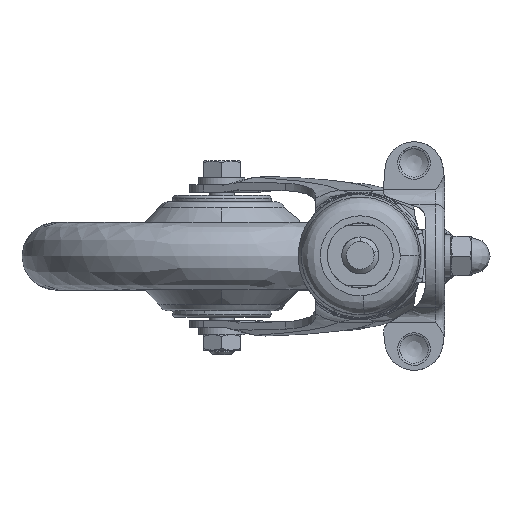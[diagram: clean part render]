
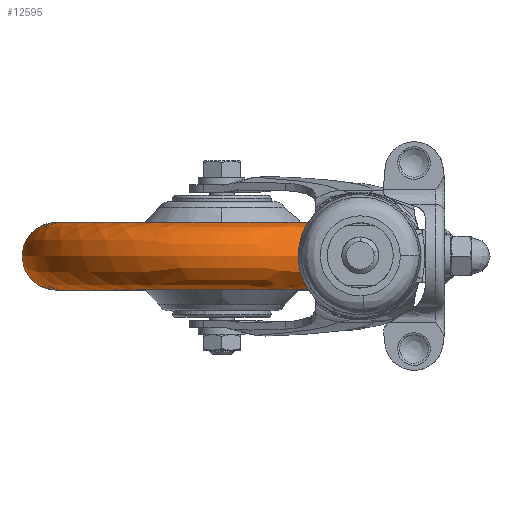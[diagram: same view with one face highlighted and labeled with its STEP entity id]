
A CAD part, top view. The second image highlights one B-rep face of the part: STEP entity #12595.
In plain terms, the highlighted free-form (B-spline) face has degree [2, 2] with [9, 5] control points.
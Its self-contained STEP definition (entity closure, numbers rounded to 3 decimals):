
#12438=CARTESIAN_POINT('',(-52.315,-10.889,-3.657));
#12439=CARTESIAN_POINT('',(-52.42,-10.889,-2.16));
#12440=CARTESIAN_POINT('',(-52.438,-10.889,-0.659));
#12441=CARTESIAN_POINT('',(-53.097,-10.889,51.779));
#12442=CARTESIAN_POINT('',(-0.659,-10.889,52.438));
#12443=CARTESIAN_POINT('',(51.779,-10.889,53.097));
#12444=CARTESIAN_POINT('',(52.438,-10.889,0.659));
#12445=CARTESIAN_POINT('',(53.097,-10.889,-51.779));
#12446=CARTESIAN_POINT('',(0.659,-10.889,-52.438));
#12447=CARTESIAN_POINT('',(-64.842,-12.685,-4.533));
#12448=CARTESIAN_POINT('',(-64.971,-12.685,-2.677));
#12449=CARTESIAN_POINT('',(-64.995,-12.685,-0.817));
#12450=CARTESIAN_POINT('',(-65.812,-12.685,64.178));
#12451=CARTESIAN_POINT('',(-0.817,-12.685,64.995));
#12452=CARTESIAN_POINT('',(64.178,-12.685,65.812));
#12453=CARTESIAN_POINT('',(64.995,-12.685,0.817));
#12454=CARTESIAN_POINT('',(65.812,-12.685,-64.178));
#12455=CARTESIAN_POINT('',(0.817,-12.685,-64.995));
#12456=CARTESIAN_POINT('',(-64.842,0.0,-4.533));
#12457=CARTESIAN_POINT('',(-64.971,0.0,-2.677));
#12458=CARTESIAN_POINT('',(-64.995,0.0,-0.817));
#12459=CARTESIAN_POINT('',(-65.812,0.0,64.178));
#12460=CARTESIAN_POINT('',(-0.817,0.0,64.995));
#12461=CARTESIAN_POINT('',(64.178,0.0,65.812));
#12462=CARTESIAN_POINT('',(64.995,0.0,0.817));
#12463=CARTESIAN_POINT('',(65.812,0.0,-64.178));
#12464=CARTESIAN_POINT('',(0.817,0.0,-64.995));
#12465=CARTESIAN_POINT('',(-64.842,12.685,-4.533));
#12466=CARTESIAN_POINT('',(-64.971,12.685,-2.677));
#12467=CARTESIAN_POINT('',(-64.995,12.685,-0.817));
#12468=CARTESIAN_POINT('',(-65.812,12.685,64.178));
#12469=CARTESIAN_POINT('',(-0.817,12.685,64.995));
#12470=CARTESIAN_POINT('',(64.178,12.685,65.812));
#12471=CARTESIAN_POINT('',(64.995,12.685,0.817));
#12472=CARTESIAN_POINT('',(65.812,12.685,-64.178));
#12473=CARTESIAN_POINT('',(0.817,12.685,-64.995));
#12474=CARTESIAN_POINT('',(-52.315,10.889,-3.657));
#12475=CARTESIAN_POINT('',(-52.42,10.889,-2.16));
#12476=CARTESIAN_POINT('',(-52.438,10.889,-0.659));
#12477=CARTESIAN_POINT('',(-53.097,10.889,51.779));
#12478=CARTESIAN_POINT('',(-0.659,10.889,52.438));
#12479=CARTESIAN_POINT('',(51.779,10.889,53.097));
#12480=CARTESIAN_POINT('',(52.438,10.889,0.659));
#12481=CARTESIAN_POINT('',(53.097,10.889,-51.779));
#12482=CARTESIAN_POINT('',(0.659,10.889,-52.438));
#12490=(BOUNDED_SURFACE()B_SPLINE_SURFACE(2,2,((#12438,#12447,#12456,#12465,#12474),(#12439,#12448,#12457,#12466,#12475),(#12440,#12449,#12458,#12467,#12476),(#12441,#12450,#12459,#12468,#12477),(#12442,#12451,#12460,#12469,#12478),(#12443,#12452,#12461,#12470,#12479),(#12444,#12453,#12462,#12471,#12480),(#12445,#12454,#12463,#12472,#12481),(#12446,#12455,#12464,#12473,#12482)),.UNSPECIFIED.,.F.,.F.,.U.)B_SPLINE_SURFACE_WITH_KNOTS((3,2,2,2,3),(3,2,3),(0.0,4.308,112.003,219.699,327.394),(0.0,20.084,40.169),.UNSPECIFIED.)GEOMETRIC_REPRESENTATION_ITEM()RATIONAL_B_SPLINE_SURFACE(((0.968,0.637,0.978,0.637,0.968),(0.979,0.644,0.988,0.644,0.979),(0.991,0.652,1.0,0.652,0.991),(0.7,0.461,0.707,0.461,0.7),(0.991,0.652,1.0,0.652,0.991),(0.7,0.461,0.707,0.461,0.7),(0.991,0.652,1.0,0.652,0.991),(0.7,0.461,0.707,0.461,0.7),(0.991,0.652,1.0,0.652,0.991)))REPRESENTATION_ITEM('')SURFACE());
#12491=CARTESIAN_POINT('',(-53.869,11.0,-3.766));
#12492=VERTEX_POINT('',#12491);
#12493=CARTESIAN_POINT('',(0.0,11.0,54.0));
#12494=VERTEX_POINT('',#12493);
#12495=CARTESIAN_POINT('',(-53.869,11.,-3.766));
#12496=CARTESIAN_POINT('',(-54.0,11.,-1.885));
#12497=CARTESIAN_POINT('',(-54.0,11.0,0.0));
#12498=CARTESIAN_POINT('',(-54.0,11.0,54.0));
#12499=CARTESIAN_POINT('',(0.0,11.0,54.0));
#12507=(BOUNDED_CURVE()B_SPLINE_CURVE(2,(#12495,#12496,#12497,#12498,#12499),.UNSPECIFIED.,.F.,.U.)B_SPLINE_CURVE_WITH_KNOTS((3,2,3),(0.738,0.75,1.0),.UNSPECIFIED.)CURVE()GEOMETRIC_REPRESENTATION_ITEM()RATIONAL_B_SPLINE_CURVE((0.973,0.986,1.0,0.707,1.0))REPRESENTATION_ITEM(''));
#12508=EDGE_CURVE('',#12492,#12494,#12507,.T.);
#12509=ORIENTED_EDGE('',*,*,#12508,.F.);
#12510=CARTESIAN_POINT('',(-53.869,-11.0,-3.766));
#12511=VERTEX_POINT('',#12510);
#12512=CARTESIAN_POINT('',(-53.869,-11.,-3.766));
#12513=CARTESIAN_POINT('',(-64.842,-11.,-4.533));
#12514=CARTESIAN_POINT('',(-64.842,0.0,-4.533));
#12515=CARTESIAN_POINT('',(-64.842,11.,-4.533));
#12516=CARTESIAN_POINT('',(-53.869,11.,-3.766));
#12524=(BOUNDED_CURVE()B_SPLINE_CURVE(2,(#12512,#12513,#12514,#12515,#12516),.UNSPECIFIED.,.F.,.U.)B_SPLINE_CURVE_WITH_KNOTS((3,2,3),(-3.794,-2.0,-0.206),.UNSPECIFIED.)CURVE()GEOMETRIC_REPRESENTATION_ITEM()RATIONAL_B_SPLINE_CURVE((0.914,0.668,0.978,0.668,0.914))REPRESENTATION_ITEM(''));
#12525=EDGE_CURVE('',#12511,#12492,#12524,.T.);
#12526=ORIENTED_EDGE('',*,*,#12525,.F.);
#12527=CARTESIAN_POINT('',(0.0,-11.0,54.0));
#12528=VERTEX_POINT('',#12527);
#12529=CARTESIAN_POINT('',(-53.869,-11.,-3.766));
#12530=CARTESIAN_POINT('',(-54.0,-11.,-1.885));
#12531=CARTESIAN_POINT('',(-54.0,-11.0,0.0));
#12532=CARTESIAN_POINT('',(-54.0,-11.0,54.0));
#12533=CARTESIAN_POINT('',(0.0,-11.0,54.0));
#12541=(BOUNDED_CURVE()B_SPLINE_CURVE(2,(#12529,#12530,#12531,#12532,#12533),.UNSPECIFIED.,.F.,.U.)B_SPLINE_CURVE_WITH_KNOTS((3,2,3),(0.738,0.75,1.0),.UNSPECIFIED.)CURVE()GEOMETRIC_REPRESENTATION_ITEM()RATIONAL_B_SPLINE_CURVE((0.973,0.986,1.0,0.707,1.0))REPRESENTATION_ITEM(''));
#12542=EDGE_CURVE('',#12511,#12528,#12541,.T.);
#12543=ORIENTED_EDGE('',*,*,#12542,.T.);
#12544=CARTESIAN_POINT('',(0.679,-11.0,-53.996));
#12545=VERTEX_POINT('',#12544);
#12546=CARTESIAN_POINT('',(0.0,-11.0,54.0));
#12547=CARTESIAN_POINT('',(54.0,-11.0,54.0));
#12548=CARTESIAN_POINT('',(54.0,-11.0,0.0));
#12549=CARTESIAN_POINT('',(54.0,-11.0,-53.326));
#12550=CARTESIAN_POINT('',(0.679,-11.0,-53.996));
#12558=(BOUNDED_CURVE()B_SPLINE_CURVE(2,(#12546,#12547,#12548,#12549,#12550),.UNSPECIFIED.,.F.,.U.)B_SPLINE_CURVE_WITH_KNOTS((3,2,3),(0.0,0.25,0.498),.UNSPECIFIED.)CURVE()GEOMETRIC_REPRESENTATION_ITEM()RATIONAL_B_SPLINE_CURVE((1.0,0.707,1.0,0.71,0.995))REPRESENTATION_ITEM(''));
#12559=EDGE_CURVE('',#12528,#12545,#12558,.T.);
#12560=ORIENTED_EDGE('',*,*,#12559,.T.);
#12561=CARTESIAN_POINT('',(0.679,11.0,-53.996));
#12562=VERTEX_POINT('',#12561);
#12563=CARTESIAN_POINT('',(0.679,-11.,-53.996));
#12564=CARTESIAN_POINT('',(0.817,-11.,-64.995));
#12565=CARTESIAN_POINT('',(0.817,0.0,-64.995));
#12566=CARTESIAN_POINT('',(0.817,11.,-64.995));
#12567=CARTESIAN_POINT('',(0.679,11.,-53.996));
#12575=(BOUNDED_CURVE()B_SPLINE_CURVE(2,(#12563,#12564,#12565,#12566,#12567),.UNSPECIFIED.,.F.,.U.)B_SPLINE_CURVE_WITH_KNOTS((3,2,3),(-3.794,-2.0,-0.206),.UNSPECIFIED.)CURVE()GEOMETRIC_REPRESENTATION_ITEM()RATIONAL_B_SPLINE_CURVE((0.935,0.684,1.0,0.684,0.935))REPRESENTATION_ITEM(''));
#12576=EDGE_CURVE('',#12545,#12562,#12575,.T.);
#12577=ORIENTED_EDGE('',*,*,#12576,.T.);
#12578=CARTESIAN_POINT('',(0.0,11.0,54.0));
#12579=CARTESIAN_POINT('',(54.0,11.0,54.0));
#12580=CARTESIAN_POINT('',(54.0,11.0,0.0));
#12581=CARTESIAN_POINT('',(54.,11.0,-53.326));
#12582=CARTESIAN_POINT('',(0.679,11.,-53.996));
#12590=(BOUNDED_CURVE()B_SPLINE_CURVE(2,(#12578,#12579,#12580,#12581,#12582),.UNSPECIFIED.,.F.,.U.)B_SPLINE_CURVE_WITH_KNOTS((3,2,3),(0.0,0.25,0.498),.UNSPECIFIED.)CURVE()GEOMETRIC_REPRESENTATION_ITEM()RATIONAL_B_SPLINE_CURVE((1.0,0.707,1.0,0.71,0.995))REPRESENTATION_ITEM(''));
#12591=EDGE_CURVE('',#12494,#12562,#12590,.T.);
#12592=ORIENTED_EDGE('',*,*,#12591,.F.);
#12593=EDGE_LOOP('',(#12509,#12526,#12543,#12560,#12577,#12592));
#12594=FACE_OUTER_BOUND('',#12593,.T.);
#12595=ADVANCED_FACE('',(#12594),#12490,.T.);
